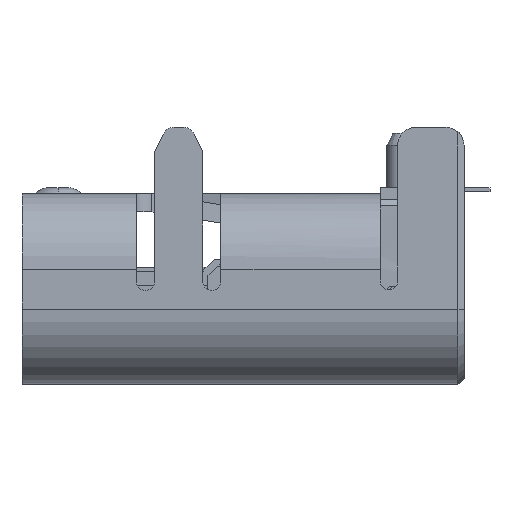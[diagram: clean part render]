
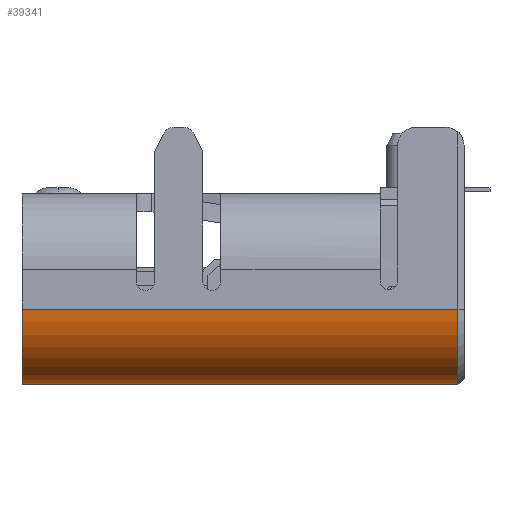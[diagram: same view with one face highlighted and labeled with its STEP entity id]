
A CAD part, left-side view. The second image highlights one B-rep face of the part: STEP entity #39341.
In plain terms, the highlighted cylindrical face has radius 1.25 mm (diameter 2.5 mm), a partial arc.
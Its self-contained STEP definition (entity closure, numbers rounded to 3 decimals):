
#35520=VERTEX_POINT('',#35521);
#35521=CARTESIAN_POINT('',(-18.475,43.035,1.49));
#37580=VERTEX_POINT('',#37581);
#37581=CARTESIAN_POINT('',(-17.225,43.035,0.24));
#37597=EDGE_CURVE('',#35520,#37580,#37598,.F.);
#37598=CIRCLE('',#37599,1.25);
#37599=AXIS2_PLACEMENT_3D('',#37600,#37601,#37602);
#37600=CARTESIAN_POINT('',(-17.225,43.035,1.49));
#37601=DIRECTION('',(0.0,1.0,0.0));
#37602=DIRECTION('',(0.0,0.0,1.0));
#37633=VERTEX_POINT('',#37634);
#37634=CARTESIAN_POINT('',(-18.475,50.255,1.49));
#37640=EDGE_CURVE('',#37633,#35520,#37641,.F.);
#37641=LINE('',#37642,#37643);
#37642=CARTESIAN_POINT('',(-18.475,42.891,1.49));
#37643=VECTOR('',#37644,1.0);
#37644=DIRECTION('',(0.0,1.0,0.0));
#39307=VERTEX_POINT('',#39308);
#39308=CARTESIAN_POINT('',(-17.225,50.255,0.24));
#39314=EDGE_CURVE('',#39307,#37633,#39315,.F.);
#39315=CIRCLE('',#39316,1.25);
#39316=AXIS2_PLACEMENT_3D('',#39317,#39318,#39319);
#39317=CARTESIAN_POINT('',(-17.225,50.255,1.49));
#39318=DIRECTION('',(0.0,-1.0,0.0));
#39319=DIRECTION('',(0.0,0.0,1.0));
#39341=ADVANCED_FACE('',(#39342),#39353,.T.);
#39342=FACE_BOUND('',#39343,.T.);
#39343=EDGE_LOOP('',(#39344,#39345,#39346,#39352));
#39344=ORIENTED_EDGE('',*,*,#37640,.F.);
#39345=ORIENTED_EDGE('',*,*,#39314,.F.);
#39346=ORIENTED_EDGE('',*,*,#39347,.T.);
#39347=EDGE_CURVE('',#39307,#37580,#39348,.T.);
#39348=LINE('',#39349,#39350);
#39349=CARTESIAN_POINT('',(-17.225,46.645,0.24));
#39350=VECTOR('',#39351,1.0);
#39351=DIRECTION('',(0.0,-1.0,0.0));
#39352=ORIENTED_EDGE('',*,*,#37597,.F.);
#39353=CYLINDRICAL_SURFACE('',#39354,1.25);
#39354=AXIS2_PLACEMENT_3D('',#39355,#39356,#39357);
#39355=CARTESIAN_POINT('',(-17.225,42.891,1.49));
#39356=DIRECTION('',(0.0,1.0,0.0));
#39357=DIRECTION('',(0.0,0.0,1.0));
